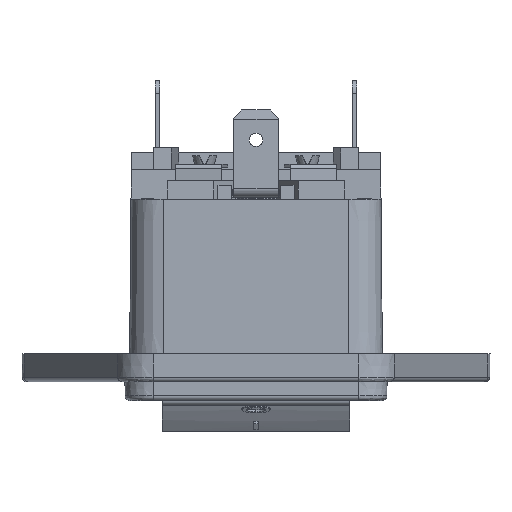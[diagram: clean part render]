
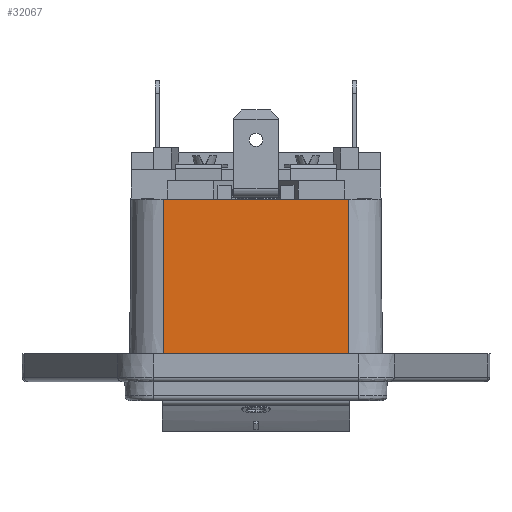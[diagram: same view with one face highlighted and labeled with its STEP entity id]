
A CAD part, front view. The second image highlights one B-rep face of the part: STEP entity #32067.
In plain terms, the highlighted planar face has unit normal (0, -1, 0.009).
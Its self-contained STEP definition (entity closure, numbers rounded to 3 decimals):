
#2160 = CARTESIAN_POINT ( 'NONE',  ( 9.9, -9.956, 16.5 ) ) ;
#2229 = CARTESIAN_POINT ( 'NONE',  ( -9.9, -10.1, 0. ) ) ;
#2256 = CARTESIAN_POINT ( 'NONE',  ( -9.9, -9.956, 16.5 ) ) ;
#2288 = CARTESIAN_POINT ( 'NONE',  ( 9.9, -10.1, 0. ) ) ;
#2867 = AXIS2_PLACEMENT_3D ( 'NONE', #11868, #11872, #11873 ) ;
#8219 = EDGE_CURVE ( 'NONE', #25090, #25218, #19031, .T. ) ;
#8220 = EDGE_CURVE ( 'NONE', #25159, #25218, #19036, .T. ) ;
#8221 = EDGE_CURVE ( 'NONE', #25186, #25159, #19035, .T. ) ;
#8259 = EDGE_CURVE ( 'NONE', #25090, #25186, #19103, .T. ) ;
#10469 = FACE_OUTER_BOUND ( 'NONE', #28488, .T. ) ;
#11868 = CARTESIAN_POINT ( 'NONE',  ( -9.9, -10.1, 0. ) ) ;
#11870 = PLANE ( 'NONE',  #2867 ) ;
#11872 = DIRECTION ( 'NONE',  ( 0., -1., 0.009 ) ) ;
#11873 = DIRECTION ( 'NONE',  ( 0., -0.009, -1. ) ) ;
#12737 = DIRECTION ( 'NONE',  ( 0., -0.009, -1. ) ) ;
#12740 = CARTESIAN_POINT ( 'NONE',  ( -9.9, -10.1, 0. ) ) ;
#12741 = CARTESIAN_POINT ( 'NONE',  ( 9.9, -4364.807, -499000. ) ) ;
#12745 = CARTESIAN_POINT ( 'NONE',  ( -11., -10.1, 0. ) ) ;
#12747 = DIRECTION ( 'NONE',  ( 1., 0., 0. ) ) ;
#12748 = DIRECTION ( 'NONE',  ( 0., -0.009, -1. ) ) ;
#12826 = CARTESIAN_POINT ( 'NONE',  ( -9.9, -9.956, 16.5 ) ) ;
#12827 = DIRECTION ( 'NONE',  ( -1., 0., 0. ) ) ;
#19031 = LINE ( 'NONE', #12741, #19037 ) ;
#19035 = LINE ( 'NONE', #12740, #19041 ) ;
#19036 = LINE ( 'NONE', #12745, #19039 ) ;
#19037 = VECTOR ( 'NONE', #12737, 1000. ) ;
#19039 = VECTOR ( 'NONE', #12747, 1000. ) ;
#19041 = VECTOR ( 'NONE', #12748, 1000. ) ;
#19103 = LINE ( 'NONE', #12826, #19105 ) ;
#19105 = VECTOR ( 'NONE', #12827, 1000. ) ;
#23711 = ORIENTED_EDGE ( 'NONE', *, *, #8221, .T. ) ;
#23712 = ORIENTED_EDGE ( 'NONE', *, *, #8220, .T. ) ;
#23713 = ORIENTED_EDGE ( 'NONE', *, *, #8219, .F. ) ;
#23714 = ORIENTED_EDGE ( 'NONE', *, *, #8259, .T. ) ;
#25090 = VERTEX_POINT ( 'NONE', #2160 ) ;
#25159 = VERTEX_POINT ( 'NONE', #2229 ) ;
#25186 = VERTEX_POINT ( 'NONE', #2256 ) ;
#25218 = VERTEX_POINT ( 'NONE', #2288 ) ;
#28488 = EDGE_LOOP ( 'NONE', ( #23711, #23712, #23713, #23714 ) ) ;
#32067 = ADVANCED_FACE ( 'NONE', ( #10469 ), #11870, .T. ) ;
